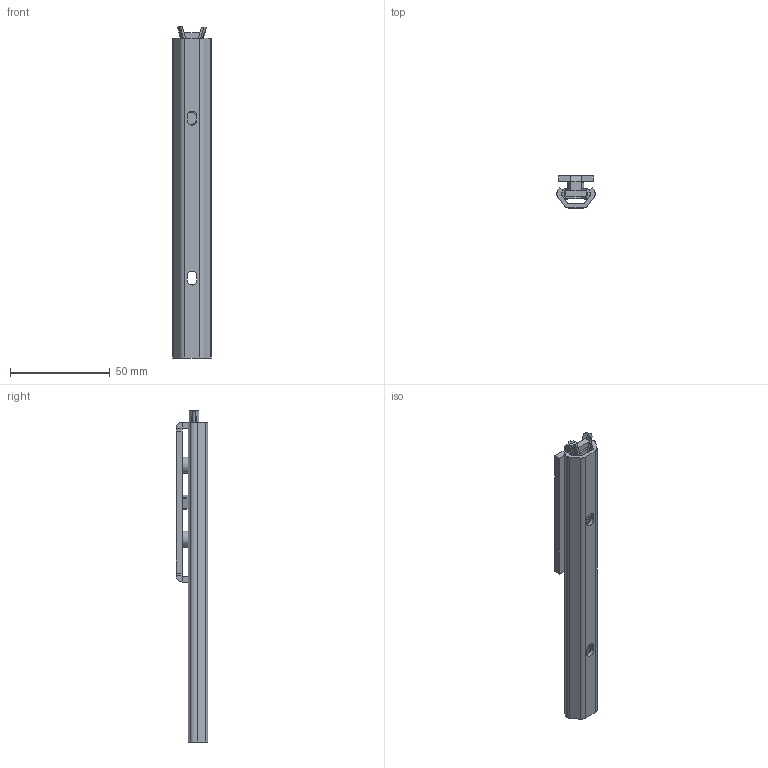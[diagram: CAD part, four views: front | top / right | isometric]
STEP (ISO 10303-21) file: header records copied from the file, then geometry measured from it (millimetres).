
FILE_DESCRIPTION (( 'STEP AP214' ), '1' );
FILE_NAME ('SXTE20-160_1_LXWL20-80-2RS-40_0-40_0-Rollco.step', '2020-07-01T14:46:34', ( '' ), ( '' ), 'SwSTEP 2.0', 'SolidWorks 2010', '' );
FILE_SCHEMA (( 'AUTOMOTIVE_DESIGN' ));
Length unit declared in the file: millimetre
Products named in the file (7): Rail-SXTE20-160-Rollco_Rail-SXTE20-160-Rollco; Slider-LXWL20-80-2RS-Rollco_Slider-LXWL20-80-2RS-Rollco; Screw-LXWL20-Rollco_Screw-LXWL20-Rollco; Wheel-RXBLNX20-2RS-Rollco_Wheel-RXBLNX20-2RS-Rollco; Wheel-RXBLAX20-2RS-Rollco_Wheel-RXBLAX20-2RS-Rollco; SXTE20-160_1_LXWL20-80-2RS-40_0-40_0-Rollco
Assembly tree (9 placements, depth 3):
  SXTE20-160_1_LXWL20-80-2RS-40_0-40_0-Rollco
    Rail-SXTE20-160-Rollco_Rail-SXTE20-160-Rollco
    Slider-LXWL20-80-2RS-Rollco_Slider-LXWL20-80-2RS-Rollco
      Screw-LXWL20-Rollco_Screw-LXWL20-Rollco  x3
      Slider-LXWL20-80-2RS-Rollco_Slider-LXWL20-80-2RS-Rollco
      Wheel-RXBLNX20-2RS-Rollco_Wheel-RXBLNX20-2RS-Rollco  x2
      Wheel-RXBLAX20-2RS-Rollco_Wheel-RXBLAX20-2RS-Rollco
Bounding box: 19.2 x 16 x 166.08 mm (x, y, z)
Volume: 15577.1 mm3; surface area: 18147.6 mm2
Topology: 8 solids, 17 shells, 307 faces, 766 edges, 491 vertices
Faces by surface type: plane 215, bspline 65, cylinder 21, cone 3, torus 3
Full cylindrical faces by diameter (mm): 4 x3, 5 x2
Entity records: 8399 total; most frequent: CARTESIAN_POINT 1869, ORIENTED_EDGE 1112, DIRECTION 1067, EDGE_CURVE 556, VECTOR 411, LINE 411, VERTEX_POINT 377, AXIS2_PLACEMENT_3D 328
